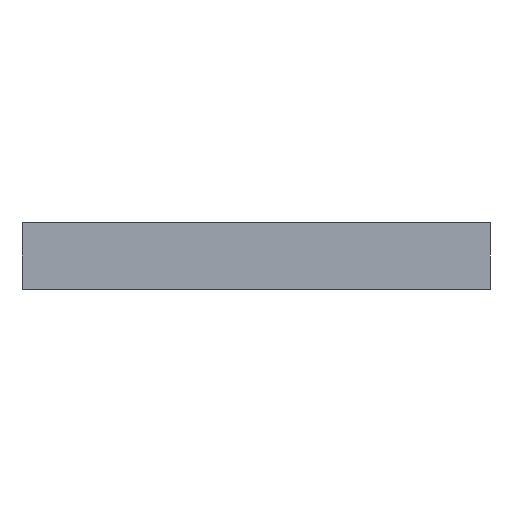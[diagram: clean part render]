
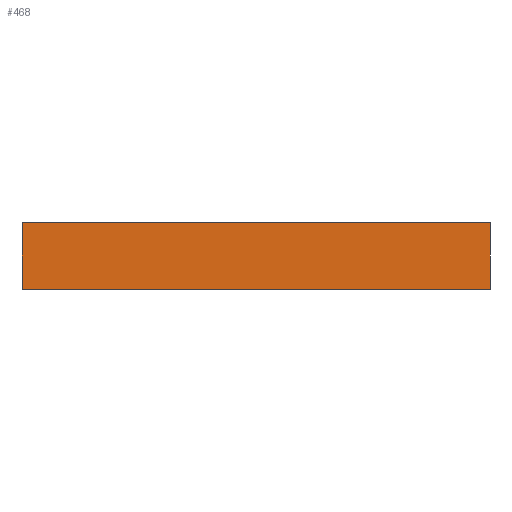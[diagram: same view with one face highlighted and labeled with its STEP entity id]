
A CAD part, left-side view. The second image highlights one B-rep face of the part: STEP entity #468.
In plain terms, the highlighted planar face has unit normal (-1, 0, 0).
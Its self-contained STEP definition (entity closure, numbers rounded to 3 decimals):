
#13 = FACE_OUTER_BOUND ( 'NONE', #266, .T. ) ;
#38 = ORIENTED_EDGE ( 'NONE', *, *, #305, .F. ) ;
#43 = ORIENTED_EDGE ( 'NONE', *, *, #476, .F. ) ;
#56 = VERTEX_POINT ( 'NONE', #396 ) ;
#97 = LINE ( 'NONE', #215, #389 ) ;
#113 = CARTESIAN_POINT ( 'NONE',  ( -2.5, -2.5, 0. ) ) ;
#184 = CARTESIAN_POINT ( 'NONE',  ( -2.5, -2.5, 0.708 ) ) ;
#185 = LINE ( 'NONE', #184, #748 ) ;
#215 = CARTESIAN_POINT ( 'NONE',  ( -2.5, 2.5, 0.133 ) ) ;
#222 = CARTESIAN_POINT ( 'NONE',  ( -2.5, 2.5, 0.708 ) ) ;
#240 = DIRECTION ( 'NONE',  ( 0., 0., -1. ) ) ;
#245 = VERTEX_POINT ( 'NONE', #222 ) ;
#266 = EDGE_LOOP ( 'NONE', ( #639, #358, #38, #43 ) ) ;
#281 = EDGE_CURVE ( 'NONE', #546, #245, #540, .T. ) ;
#305 = EDGE_CURVE ( 'NONE', #56, #245, #97, .T. ) ;
#332 = DIRECTION ( 'NONE',  ( 0., 1., 0. ) ) ;
#333 = CARTESIAN_POINT ( 'NONE',  ( -2.5, -2.5, 0.708 ) ) ;
#358 = ORIENTED_EDGE ( 'NONE', *, *, #281, .T. ) ;
#389 = VECTOR ( 'NONE', #392, 1000. ) ;
#392 = DIRECTION ( 'NONE',  ( 0., 0., 1. ) ) ;
#395 = CARTESIAN_POINT ( 'NONE',  ( -2.5, 2.5, 0.708 ) ) ;
#396 = CARTESIAN_POINT ( 'NONE',  ( -2.5, 2.5, 0. ) ) ;
#397 = DIRECTION ( 'NONE',  ( 0., 1., 0. ) ) ;
#400 = PLANE ( 'NONE',  #752 ) ;
#468 = ADVANCED_FACE ( 'NONE', ( #13 ), #400, .F. ) ;
#476 = EDGE_CURVE ( 'NONE', #482, #56, #670, .T. ) ;
#481 = DIRECTION ( 'NONE',  ( 0., 1., 0. ) ) ;
#482 = VERTEX_POINT ( 'NONE', #563 ) ;
#519 = EDGE_CURVE ( 'NONE', #546, #482, #185, .T. ) ;
#540 = LINE ( 'NONE', #395, #656 ) ;
#546 = VERTEX_POINT ( 'NONE', #749 ) ;
#563 = CARTESIAN_POINT ( 'NONE',  ( -2.5, -2.5, 0. ) ) ;
#631 = VECTOR ( 'NONE', #481, 1000. ) ;
#639 = ORIENTED_EDGE ( 'NONE', *, *, #519, .F. ) ;
#656 = VECTOR ( 'NONE', #332, 1000. ) ;
#670 = LINE ( 'NONE', #113, #631 ) ;
#748 = VECTOR ( 'NONE', #240, 1000. ) ;
#749 = CARTESIAN_POINT ( 'NONE',  ( -2.5, -2.5, 0.708 ) ) ;
#752 = AXIS2_PLACEMENT_3D ( 'NONE', #333, #780, #397 ) ;
#780 = DIRECTION ( 'NONE',  ( 1., 0., 0. ) ) ;
